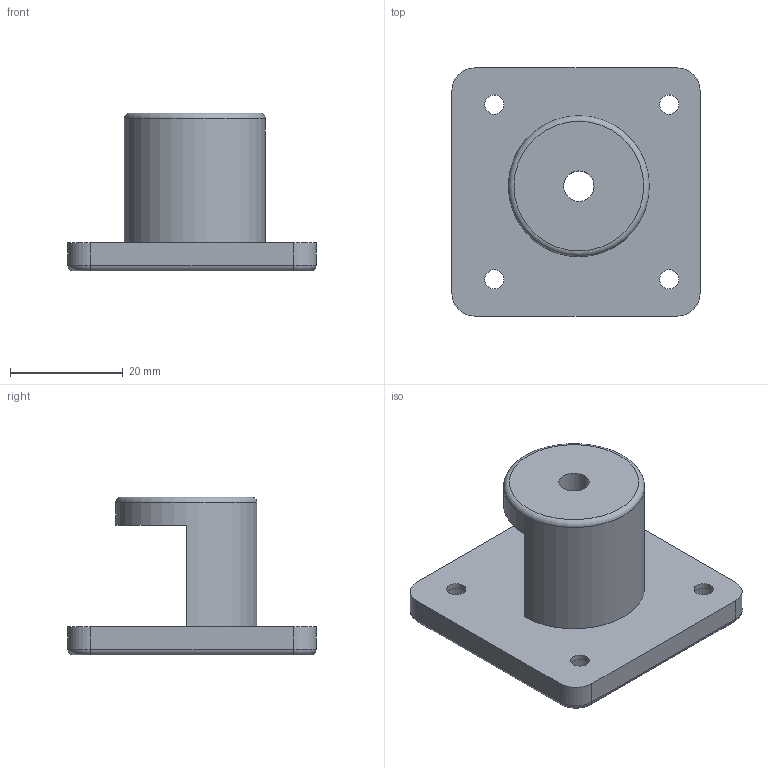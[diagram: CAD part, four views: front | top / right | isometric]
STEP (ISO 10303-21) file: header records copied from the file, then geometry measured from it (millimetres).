
FILE_DESCRIPTION(('FreeCAD Model'),'2;1');
FILE_NAME('test.stp','2019-11-15T19:09:10',('Author'),(''), 'Open CASCADE STEP processor 7.2','FreeCAD','Unknown');
FILE_SCHEMA(('AUTOMOTIVE_DESIGN { 1 0 10303 214 1 1 1 1 }'));
Length unit declared in the file: millimetre
Products named in the file (1): PulleyMount001
Bounding box: 44 x 44 x 28 mm (x, y, z)
Volume: 13099.2 mm3; surface area: 7472 mm2
Topology: 1 solids, 1 shells, 39 faces, 87 edges, 55 vertices
Faces by surface type: cylinder 20, plane 14, torus 5
Full cylindrical faces by diameter (mm): 3.4 x4, 5.4 x2, 6.4 x4, 25 x1
Entity records: 2280 total; most frequent: CARTESIAN_POINT 439, DIRECTION 356, ORIENTED_EDGE 174, PCURVE 174, DEFINITIONAL_REPRESENTATION 174, LINE 156, VECTOR 156, AXIS2_PLACEMENT_3D 88
